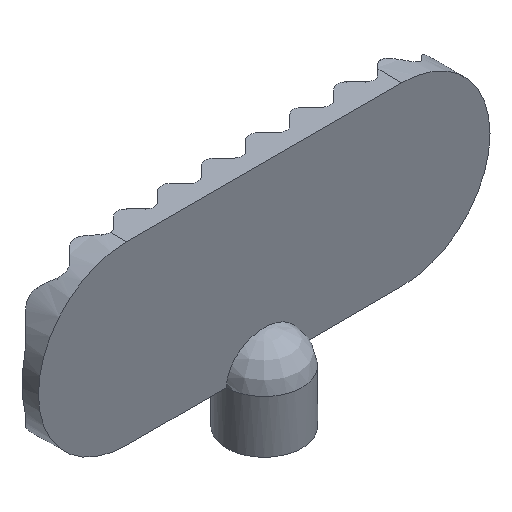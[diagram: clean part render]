
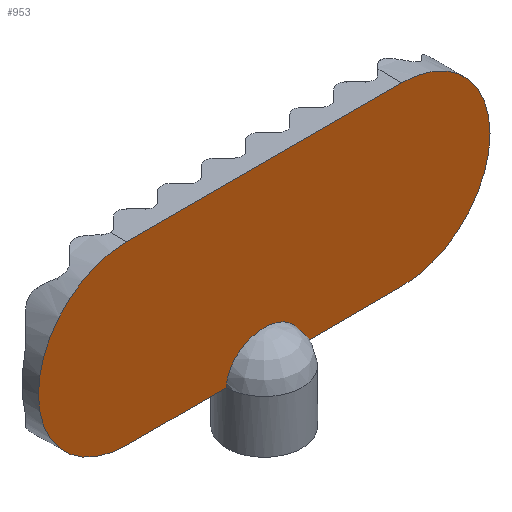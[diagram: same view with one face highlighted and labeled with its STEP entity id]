
A CAD part, isometric view. The second image highlights one B-rep face of the part: STEP entity #953.
In plain terms, the highlighted planar face has unit normal (0, -1, 0).
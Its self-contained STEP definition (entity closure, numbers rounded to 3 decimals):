
#62=ELLIPSE('',#1061,6.85,6.);
#63=ELLIPSE('',#1062,6.85,6.);
#93=FACE_OUTER_BOUND('',#146,.T.);
#146=EDGE_LOOP('',(#706,#707,#708,#709,#710,#711,#712));
#195=LINE('',#1412,#267);
#206=LINE('',#1569,#278);
#219=LINE('',#1725,#291);
#267=VECTOR('',#1129,10.);
#278=VECTOR('',#1180,10.);
#291=VECTOR('',#1239,10.);
#346=CIRCLE('',#1034,16.);
#361=CIRCLE('',#1055,16.);
#374=VERTEX_POINT('',#1408);
#376=VERTEX_POINT('',#1411);
#404=VERTEX_POINT('',#1543);
#412=VERTEX_POINT('',#1568);
#442=VERTEX_POINT('',#1666);
#451=VERTEX_POINT('',#1722);
#452=VERTEX_POINT('',#1723);
#474=EDGE_CURVE('',#374,#376,#195,.T.);
#503=EDGE_CURVE('',#376,#404,#346,.T.);
#512=EDGE_CURVE('',#404,#412,#206,.T.);
#543=EDGE_CURVE('',#412,#442,#361,.T.);
#553=EDGE_CURVE('',#451,#452,#62,.T.);
#554=EDGE_CURVE('',#442,#451,#219,.T.);
#555=EDGE_CURVE('',#452,#374,#63,.T.);
#706=ORIENTED_EDGE('',*,*,#553,.F.);
#707=ORIENTED_EDGE('',*,*,#554,.F.);
#708=ORIENTED_EDGE('',*,*,#543,.F.);
#709=ORIENTED_EDGE('',*,*,#512,.F.);
#710=ORIENTED_EDGE('',*,*,#503,.F.);
#711=ORIENTED_EDGE('',*,*,#474,.F.);
#712=ORIENTED_EDGE('',*,*,#555,.F.);
#925=PLANE('',#1060);
#953=ADVANCED_FACE('',(#93),#925,.T.);
#1034=AXIS2_PLACEMENT_3D('',#1544,#1166,#1167);
#1055=AXIS2_PLACEMENT_3D('',#1667,#1224,#1225);
#1060=AXIS2_PLACEMENT_3D('',#1721,#1235,#1236);
#1061=AXIS2_PLACEMENT_3D('',#1724,#1237,#1238);
#1062=AXIS2_PLACEMENT_3D('',#1726,#1240,#1241);
#1129=DIRECTION('',(-1.,0.,0.));
#1166=DIRECTION('center_axis',(0.,1.,0.));
#1167=DIRECTION('ref_axis',(0.,0.,1.));
#1180=DIRECTION('',(1.,0.,0.));
#1224=DIRECTION('center_axis',(0.,1.,0.));
#1225=DIRECTION('ref_axis',(0.,0.,-1.));
#1235=DIRECTION('center_axis',(0.,-1.,0.));
#1236=DIRECTION('ref_axis',(0.,0.,-1.));
#1237=DIRECTION('center_axis',(0.,-1.,0.));
#1238=DIRECTION('ref_axis',(1.,0.,0.));
#1239=DIRECTION('',(-1.,0.,0.));
#1240=DIRECTION('center_axis',(0.,-1.,0.));
#1241=DIRECTION('ref_axis',(1.,0.,0.));
#1408=CARTESIAN_POINT('',(-7.624,0.,9.446));
#1411=CARTESIAN_POINT('',(-25.774,0.,9.446));
#1412=CARTESIAN_POINT('',(-7.624,0.,9.446));
#1543=CARTESIAN_POINT('',(-25.774,0.,41.446));
#1544=CARTESIAN_POINT('Origin',(-25.774,0.,25.446));
#1568=CARTESIAN_POINT('',(24.226,0.,41.446));
#1569=CARTESIAN_POINT('',(-25.774,0.,41.446));
#1666=CARTESIAN_POINT('',(24.226,0.,9.446));
#1667=CARTESIAN_POINT('Origin',(24.226,0.,25.446));
#1721=CARTESIAN_POINT('Origin',(24.226,0.,9.446));
#1722=CARTESIAN_POINT('',(6.076,0.,9.446));
#1723=CARTESIAN_POINT('',(-0.774,0.,15.446));
#1724=CARTESIAN_POINT('Origin',(-0.774,0.,
9.446));
#1725=CARTESIAN_POINT('',(24.226,0.,9.446));
#1726=CARTESIAN_POINT('Origin',(-0.774,0.,
9.446));
